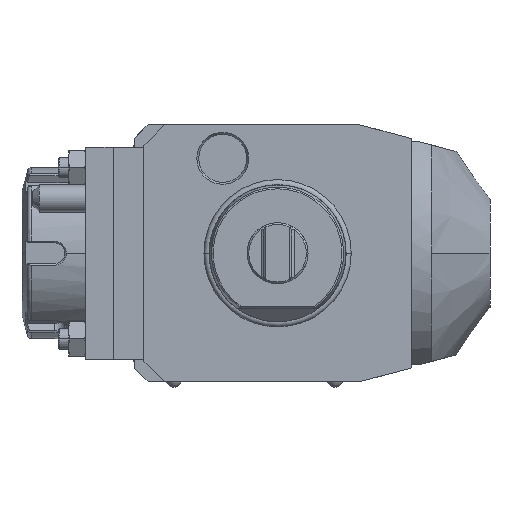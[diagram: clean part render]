
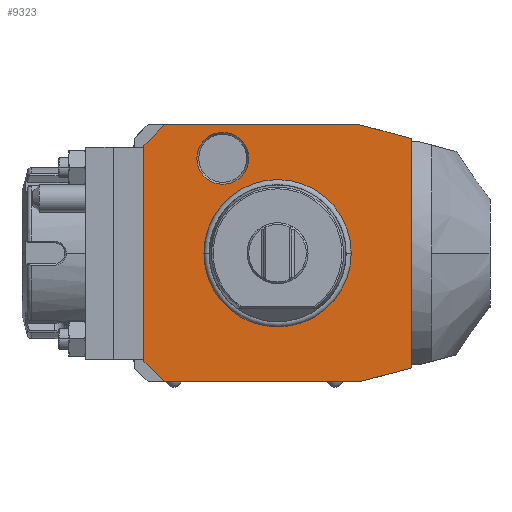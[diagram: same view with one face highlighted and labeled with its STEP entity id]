
A CAD part, front view. The second image highlights one B-rep face of the part: STEP entity #9323.
In plain terms, the highlighted planar face has unit normal (0, -1, 0).
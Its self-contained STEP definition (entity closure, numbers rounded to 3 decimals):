
#1=DIRECTION('',(-0.966,0.,0.259));
#2=VECTOR('',#1,15.529);
#3=CARTESIAN_POINT('',(39.,0.,33.481));
#4=LINE('',#3,#2);
#5=DIRECTION('',(0.,0.,1.));
#6=VECTOR('',#5,66.962);
#7=CARTESIAN_POINT('',(39.,0.,-33.481));
#8=LINE('',#7,#6);
#9=DIRECTION('',(0.966,0.,0.259));
#10=VECTOR('',#9,15.529);
#11=CARTESIAN_POINT('',(24.,0.,-37.5));
#12=LINE('',#11,#10);
#13=DIRECTION('',(1.,0.,0.));
#14=VECTOR('',#13,57.);
#15=CARTESIAN_POINT('',(-33.,0.,-37.5));
#16=LINE('',#15,#14);
#17=DIRECTION('',(0.707,0.,-0.707));
#18=VECTOR('',#17,8.485);
#19=CARTESIAN_POINT('',(-39.,0.,-31.5));
#20=LINE('',#19,#18);
#21=DIRECTION('',(0.,0.,-1.));
#22=VECTOR('',#21,63.);
#23=CARTESIAN_POINT('',(-39.,0.,31.5));
#24=LINE('',#23,#22);
#25=DIRECTION('',(-0.707,0.,-0.707));
#26=VECTOR('',#25,8.485);
#27=CARTESIAN_POINT('',(-33.,0.,37.5));
#28=LINE('',#27,#26);
#29=DIRECTION('',(-1.,0.,0.));
#30=VECTOR('',#29,57.);
#31=CARTESIAN_POINT('',(24.,0.,37.5));
#32=LINE('',#31,#30);
#33=CARTESIAN_POINT('',(-16.,0.,27.713));
#34=DIRECTION('',(0.,1.,0.));
#35=DIRECTION('',(1.,0.,0.));
#36=AXIS2_PLACEMENT_3D('',#33,#34,#35);
#38=CARTESIAN_POINT('',(-16.,0.,27.713));
#39=DIRECTION('',(0.,1.,0.));
#40=DIRECTION('',(-1.,0.,0.));
#41=AXIS2_PLACEMENT_3D('',#38,#39,#40);
#6855=CARTESIAN_POINT('',(0.,0.,0.));
#6856=DIRECTION('',(0.,-1.,0.));
#6857=DIRECTION('',(1.,0.,0.));
#6858=AXIS2_PLACEMENT_3D('',#6855,#6856,#6857);
#6860=CARTESIAN_POINT('',(0.,0.,0.));
#6861=DIRECTION('',(0.,-1.,0.));
#6862=DIRECTION('',(-1.,0.,0.));
#6863=AXIS2_PLACEMENT_3D('',#6860,#6861,#6862);
#8440=CARTESIAN_POINT('',(-8.423,0.,
27.713));
#8441=CARTESIAN_POINT('',(-23.577,0.,
27.713));
#8442=VERTEX_POINT('',#8440);
#8443=VERTEX_POINT('',#8441);
#9108=CARTESIAN_POINT('',(39.,0.,33.481));
#9109=CARTESIAN_POINT('',(24.,0.,37.5));
#9110=VERTEX_POINT('',#9108);
#9111=VERTEX_POINT('',#9109);
#9112=CARTESIAN_POINT('',(-33.,0.,37.5));
#9113=VERTEX_POINT('',#9112);
#9114=CARTESIAN_POINT('',(-39.,0.,31.5));
#9115=VERTEX_POINT('',#9114);
#9116=CARTESIAN_POINT('',(-39.,0.,-31.5));
#9117=VERTEX_POINT('',#9116);
#9118=CARTESIAN_POINT('',(-33.,0.,-37.5));
#9119=VERTEX_POINT('',#9118);
#9120=CARTESIAN_POINT('',(24.,0.,-37.5));
#9121=VERTEX_POINT('',#9120);
#9122=CARTESIAN_POINT('',(39.,0.,-33.481));
#9123=VERTEX_POINT('',#9122);
#9180=CARTESIAN_POINT('',(21.137,0.,0.));
#9181=CARTESIAN_POINT('',(-21.137,0.,0.));
#9182=VERTEX_POINT('',#9180);
#9183=VERTEX_POINT('',#9181);
#9288=CARTESIAN_POINT('',(0.,0.,0.));
#9289=DIRECTION('',(0.,-1.,0.));
#9290=DIRECTION('',(-1.,0.,0.));
#9291=AXIS2_PLACEMENT_3D('',#9288,#9289,#9290);
#9292=PLANE('',#9291);
#9294=ORIENTED_EDGE('',*,*,#9293,.F.);
#9296=ORIENTED_EDGE('',*,*,#9295,.F.);
#9298=ORIENTED_EDGE('',*,*,#9297,.F.);
#9300=ORIENTED_EDGE('',*,*,#9299,.F.);
#9302=ORIENTED_EDGE('',*,*,#9301,.F.);
#9304=ORIENTED_EDGE('',*,*,#9303,.F.);
#9306=ORIENTED_EDGE('',*,*,#9305,.F.);
#9308=ORIENTED_EDGE('',*,*,#9307,.F.);
#9309=EDGE_LOOP('',(#9294,#9296,#9298,#9300,#9302,#9304,#9306,#9308));
#9310=FACE_OUTER_BOUND('',#9309,.F.);
#9312=ORIENTED_EDGE('',*,*,#9311,.T.);
#9314=ORIENTED_EDGE('',*,*,#9313,.T.);
#9315=EDGE_LOOP('',(#9312,#9314));
#9316=FACE_BOUND('',#9315,.F.);
#9318=ORIENTED_EDGE('',*,*,#9317,.F.);
#9320=ORIENTED_EDGE('',*,*,#9319,.F.);
#9321=EDGE_LOOP('',(#9318,#9320));
#9322=FACE_BOUND('',#9321,.F.);
#37=CIRCLE('',#36,7.577);
#42=CIRCLE('',#41,7.577);
#6859=CIRCLE('',#6858,21.137);
#6864=CIRCLE('',#6863,21.137);
#9293=EDGE_CURVE('',#9110,#9111,#4,.T.);
#9295=EDGE_CURVE('',#9123,#9110,#8,.T.);
#9297=EDGE_CURVE('',#9121,#9123,#12,.T.);
#9299=EDGE_CURVE('',#9119,#9121,#16,.T.);
#9301=EDGE_CURVE('',#9117,#9119,#20,.T.);
#9303=EDGE_CURVE('',#9115,#9117,#24,.T.);
#9305=EDGE_CURVE('',#9113,#9115,#28,.T.);
#9307=EDGE_CURVE('',#9111,#9113,#32,.T.);
#9311=EDGE_CURVE('',#9182,#9183,#6859,.T.);
#9313=EDGE_CURVE('',#9183,#9182,#6864,.T.);
#9317=EDGE_CURVE('',#8442,#8443,#37,.T.);
#9319=EDGE_CURVE('',#8443,#8442,#42,.T.);
#9323=ADVANCED_FACE('',(#9310,#9316,#9322),#9292,.T.);
